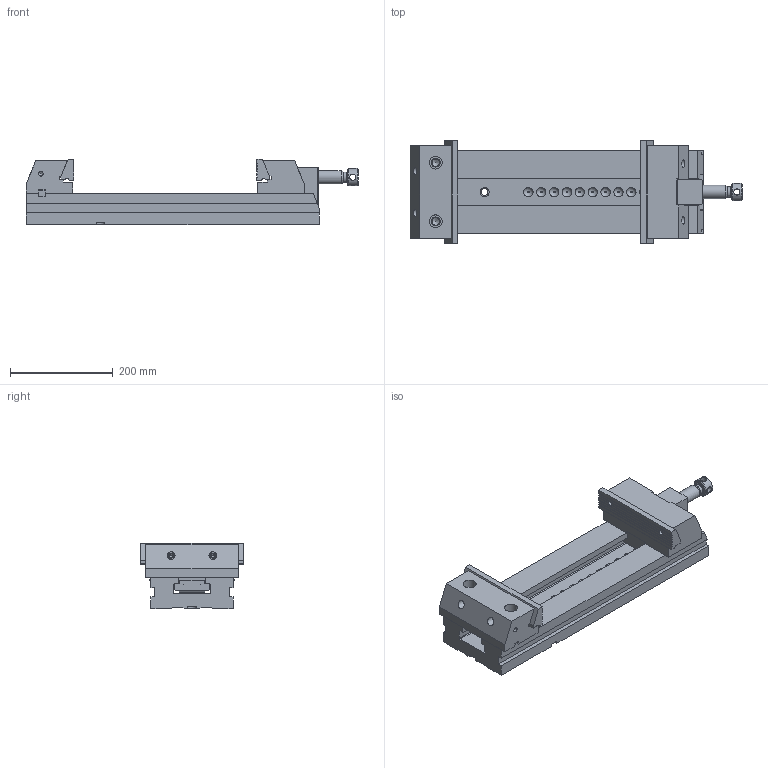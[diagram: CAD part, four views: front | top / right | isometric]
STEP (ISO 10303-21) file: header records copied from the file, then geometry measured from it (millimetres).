
FILE_DESCRIPTION(/* description */ (''),/* implementation_level */ '2;1');
FILE_NAME(/* name */ 'PRD_200GS_Mordaza.stp',/* time_stamp */ '2014-05-26T18:25:23+02:00',/* author */ (''),/* organization */ (''),/* preprocessor_version */ 'ST-DEVELOPER v15',/* originating_system */ 'SIEMENS PLM Software NX 9.0',/* authorisation */ '');
FILE_SCHEMA (('CONFIG_CONTROL_DESIGN'));
Length unit declared in the file: millimetre
Products named in the file (2): 30150070 Montaje Taco Hus; PRD_200GS_Mordaza
Assembly tree (1 placements, depth 2):
  PRD_200GS_Mordaza
    30150070 Montaje Taco Hus
Bounding box: 645 x 200 x 126.95 mm (x, y, z)
Volume: 6230001 mm3; surface area: 649700.8 mm2
Topology: 11 solids, 11 shells, 478 faces, 1326 edges, 880 vertices
Faces by surface type: plane 280, cylinder 130, cone 50, sphere 15, torus 3
Full cylindrical faces by diameter (mm): 4.351 x1, 5.188 x5, 6.985 x4, 8.5 x4, 8.782 x6, 10 x4, 10.579 x1, 12 x4, 12.376 x2, 13 x5, 14.376 x4, 15 x6, 16 x2, 16.5 x1, 17 x2, 18 x2, 19 x3, 20 x3, 21.25 x1, 23 x2, 25 x2, 26 x1, 30 x2, 33.8 x1, 34 x3
Entity records: 14705 total; most frequent: CARTESIAN_POINT 3081, DIRECTION 2302, ORIENTED_EDGE 2196, EDGE_CURVE 1098, VERTEX_POINT 817, AXIS2_PLACEMENT_3D 782, LINE 738, VECTOR 738
